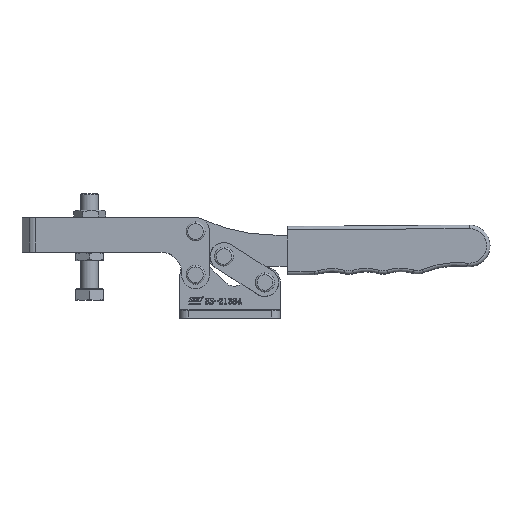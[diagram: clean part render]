
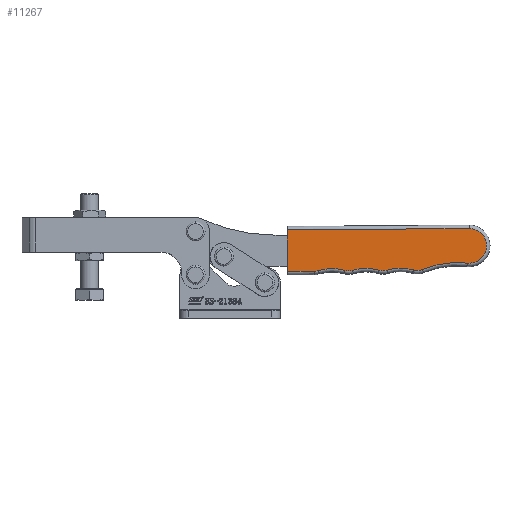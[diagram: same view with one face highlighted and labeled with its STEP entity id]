
A CAD part, top view. The second image highlights one B-rep face of the part: STEP entity #11267.
In plain terms, the highlighted planar face has unit normal (0, 0, 1).
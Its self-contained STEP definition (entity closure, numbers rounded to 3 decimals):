
#553 = VERTEX_POINT ( 'NONE', #2482 ) ;
#554 = VERTEX_POINT ( 'NONE', #2478 ) ;
#562 = VERTEX_POINT ( 'NONE', #2471 ) ;
#565 = VERTEX_POINT ( 'NONE', #2468 ) ;
#567 = VERTEX_POINT ( 'NONE', #2466 ) ;
#572 = VERTEX_POINT ( 'NONE', #2461 ) ;
#1470 = ORIENTED_EDGE ( 'NONE', *, *, #15299, .T. ) ;
#1471 = ORIENTED_EDGE ( 'NONE', *, *, #1804, .T. ) ;
#1472 = ORIENTED_EDGE ( 'NONE', *, *, #1803, .T. ) ;
#1473 = ORIENTED_EDGE ( 'NONE', *, *, #1802, .T. ) ;
#1474 = ORIENTED_EDGE ( 'NONE', *, *, #1801, .T. ) ;
#1475 = ORIENTED_EDGE ( 'NONE', *, *, #1800, .T. ) ;
#1476 = ORIENTED_EDGE ( 'NONE', *, *, #1799, .T. ) ;
#1477 = ORIENTED_EDGE ( 'NONE', *, *, #1798, .T. ) ;
#1478 = ORIENTED_EDGE ( 'NONE', *, *, #1797, .T. ) ;
#1479 = ORIENTED_EDGE ( 'NONE', *, *, #1796, .T. ) ;
#1480 = ORIENTED_EDGE ( 'NONE', *, *, #1795, .T. ) ;
#1481 = ORIENTED_EDGE ( 'NONE', *, *, #1794, .T. ) ;
#1794 = EDGE_CURVE ( 'NONE', #554, #9839, #19324, .T. ) ;
#1795 = EDGE_CURVE ( 'NONE', #565, #554, #19312, .T. ) ;
#1796 = EDGE_CURVE ( 'NONE', #572, #565, #19327, .T. ) ;
#1797 = EDGE_CURVE ( 'NONE', #567, #572, #19328, .T. ) ;
#1798 = EDGE_CURVE ( 'NONE', #553, #567, #19329, .T. ) ;
#1799 = EDGE_CURVE ( 'NONE', #9833, #553, #19330, .T. ) ;
#1800 = EDGE_CURVE ( 'NONE', #12596, #9833, #19331, .T. ) ;
#1801 = EDGE_CURVE ( 'NONE', #12604, #12596, #19332, .T. ) ;
#1802 = EDGE_CURVE ( 'NONE', #562, #12604, #19333, .T. ) ;
#1803 = EDGE_CURVE ( 'NONE', #9846, #562, #19334, .T. ) ;
#1804 = EDGE_CURVE ( 'NONE', #9834, #9846, #19335, .T. ) ;
#2461 = CARTESIAN_POINT ( 'NONE',  ( 77.922, 2.593, 7. ) ) ;
#2466 = CARTESIAN_POINT ( 'NONE',  ( 72.637, 2.327, 7. ) ) ;
#2468 = CARTESIAN_POINT ( 'NONE',  ( 103.801, 6.072, 7. ) ) ;
#2471 = CARTESIAN_POINT ( 'NONE',  ( 17.763, 2.327, 7. ) ) ;
#2478 = CARTESIAN_POINT ( 'NONE',  ( 105., 26., 7. ) ) ;
#2482 = CARTESIAN_POINT ( 'NONE',  ( 57.363, 2.327, 7. ) ) ;
#4012 = CARTESIAN_POINT ( 'NONE',  ( 105., 16., 7. ) ) ;
#4016 = PLANE ( 'NONE',  #8541 ) ;
#4018 = DIRECTION ( 'NONE',  ( 0., 0., -1. ) ) ;
#4019 = DIRECTION ( 'NONE',  ( -1., 0., 0. ) ) ;
#6267 = CARTESIAN_POINT ( 'NONE',  ( 52.837, 2.327, 7. ) ) ;
#6268 = CARTESIAN_POINT ( 'NONE',  ( 0., 2., 7. ) ) ;
#6273 = CARTESIAN_POINT ( 'NONE',  ( 0., 26., 7. ) ) ;
#6280 = CARTESIAN_POINT ( 'NONE',  ( 15.5, 2., 7. ) ) ;
#7248 = CARTESIAN_POINT ( 'NONE',  ( 37.563, 2.327, 7. ) ) ;
#7256 = CARTESIAN_POINT ( 'NONE',  ( 33.037, 2.327, 7. ) ) ;
#8342 = AXIS2_PLACEMENT_3D ( 'NONE', #14417, #14418, #14419 ) ;
#8343 = AXIS2_PLACEMENT_3D ( 'NONE', #14413, #14414, #14415 ) ;
#8344 = AXIS2_PLACEMENT_3D ( 'NONE', #14408, #14409, #14410 ) ;
#8345 = AXIS2_PLACEMENT_3D ( 'NONE', #14405, #14406, #14407 ) ;
#8346 = AXIS2_PLACEMENT_3D ( 'NONE', #14402, #14403, #14404 ) ;
#8347 = AXIS2_PLACEMENT_3D ( 'NONE', #14399, #14400, #14401 ) ;
#8348 = AXIS2_PLACEMENT_3D ( 'NONE', #14396, #14397, #14398 ) ;
#8349 = AXIS2_PLACEMENT_3D ( 'NONE', #14393, #14394, #14395 ) ;
#8350 = AXIS2_PLACEMENT_3D ( 'NONE', #14390, #14391, #14392 ) ;
#8541 = AXIS2_PLACEMENT_3D ( 'NONE', #4012, #4018, #4019 ) ;
#9833 = VERTEX_POINT ( 'NONE', #6267 ) ;
#9834 = VERTEX_POINT ( 'NONE', #6268 ) ;
#9839 = VERTEX_POINT ( 'NONE', #6273 ) ;
#9846 = VERTEX_POINT ( 'NONE', #6280 ) ;
#10258 = EDGE_LOOP ( 'NONE', ( #1470, #1471, #1472, #1473, #1474, #1475, #1476, #1477, #1478, #1479, #1480, #1481 ) ) ;
#11267 = ADVANCED_FACE ( 'NONE', ( #18701 ), #4016, .F. ) ;
#12596 = VERTEX_POINT ( 'NONE', #7248 ) ;
#12604 = VERTEX_POINT ( 'NONE', #7256 ) ;
#14380 = CARTESIAN_POINT ( 'NONE',  ( 105., 26., 7. ) ) ;
#14381 = DIRECTION ( 'NONE',  ( -1., 0., 0. ) ) ;
#14390 = CARTESIAN_POINT ( 'NONE',  ( 105., 16., 7. ) ) ;
#14391 = DIRECTION ( 'NONE',  ( 0., 0., 1. ) ) ;
#14392 = DIRECTION ( 'NONE',  ( -1., 0., 0. ) ) ;
#14393 = CARTESIAN_POINT ( 'NONE',  ( 97.569, -45.553, 7. ) ) ;
#14394 = DIRECTION ( 'NONE',  ( 0., 0., -1. ) ) ;
#14395 = DIRECTION ( 'NONE',  ( -1., 0., 0. ) ) ;
#14396 = CARTESIAN_POINT ( 'NONE',  ( 74.9, 10., 7. ) ) ;
#14397 = DIRECTION ( 'NONE',  ( 0., 0., 1. ) ) ;
#14398 = DIRECTION ( 'NONE',  ( -1., 0., 0. ) ) ;
#14399 = CARTESIAN_POINT ( 'NONE',  ( 65., -23.571, 7. ) ) ;
#14400 = DIRECTION ( 'NONE',  ( 0., 0., -1. ) ) ;
#14401 = DIRECTION ( 'NONE',  ( -1., 0., 0. ) ) ;
#14402 = CARTESIAN_POINT ( 'NONE',  ( 55.1, 10., 7. ) ) ;
#14403 = DIRECTION ( 'NONE',  ( 0., 0., 1. ) ) ;
#14404 = DIRECTION ( 'NONE',  ( -1., 0., 0. ) ) ;
#14405 = CARTESIAN_POINT ( 'NONE',  ( 45.2, -23.571, 7. ) ) ;
#14406 = DIRECTION ( 'NONE',  ( 0., 0., -1. ) ) ;
#14407 = DIRECTION ( 'NONE',  ( -1., 0., 0. ) ) ;
#14408 = CARTESIAN_POINT ( 'NONE',  ( 35.3, 10., 7. ) ) ;
#14409 = DIRECTION ( 'NONE',  ( 0., 0., 1. ) ) ;
#14410 = DIRECTION ( 'NONE',  ( -1., 0., 0. ) ) ;
#14411 = CARTESIAN_POINT ( 'NONE',  ( 105., 2., 7. ) ) ;
#14412 = DIRECTION ( 'NONE',  ( 1., 0., 0. ) ) ;
#14413 = CARTESIAN_POINT ( 'NONE',  ( 25.4, -23.571, 7. ) ) ;
#14414 = DIRECTION ( 'NONE',  ( 0., 0., -1. ) ) ;
#14415 = DIRECTION ( 'NONE',  ( -1., 0., 0. ) ) ;
#14417 = CARTESIAN_POINT ( 'NONE',  ( 15.5, 10., 7. ) ) ;
#14418 = DIRECTION ( 'NONE',  ( 0., 0., 1. ) ) ;
#14419 = DIRECTION ( 'NONE',  ( -1., 0., 0. ) ) ;
#15299 = EDGE_CURVE ( 'NONE', #9839, #9834, #20702, .T. ) ;
#16874 = DIRECTION ( 'NONE',  ( 0., -1., 0. ) ) ;
#16875 = CARTESIAN_POINT ( 'NONE',  ( 0., 0., 7. ) ) ;
#18701 = FACE_OUTER_BOUND ( 'NONE', #10258, .T. ) ;
#19312 = CIRCLE ( 'NONE', #8350, 10. ) ;
#19324 = LINE ( 'NONE', #14380, #19326 ) ;
#19326 = VECTOR ( 'NONE', #14381, 1000. ) ;
#19327 = CIRCLE ( 'NONE', #8349, 52. ) ;
#19328 = CIRCLE ( 'NONE', #8348, 8. ) ;
#19329 = CIRCLE ( 'NONE', #8347, 27. ) ;
#19330 = CIRCLE ( 'NONE', #8346, 8. ) ;
#19331 = CIRCLE ( 'NONE', #8345, 27. ) ;
#19332 = CIRCLE ( 'NONE', #8344, 8. ) ;
#19333 = CIRCLE ( 'NONE', #8343, 27. ) ;
#19334 = CIRCLE ( 'NONE', #8342, 8. ) ;
#19335 = LINE ( 'NONE', #14411, #19337 ) ;
#19337 = VECTOR ( 'NONE', #14412, 1000. ) ;
#20702 = LINE ( 'NONE', #16875, #20704 ) ;
#20704 = VECTOR ( 'NONE', #16874, 1000. ) ;
